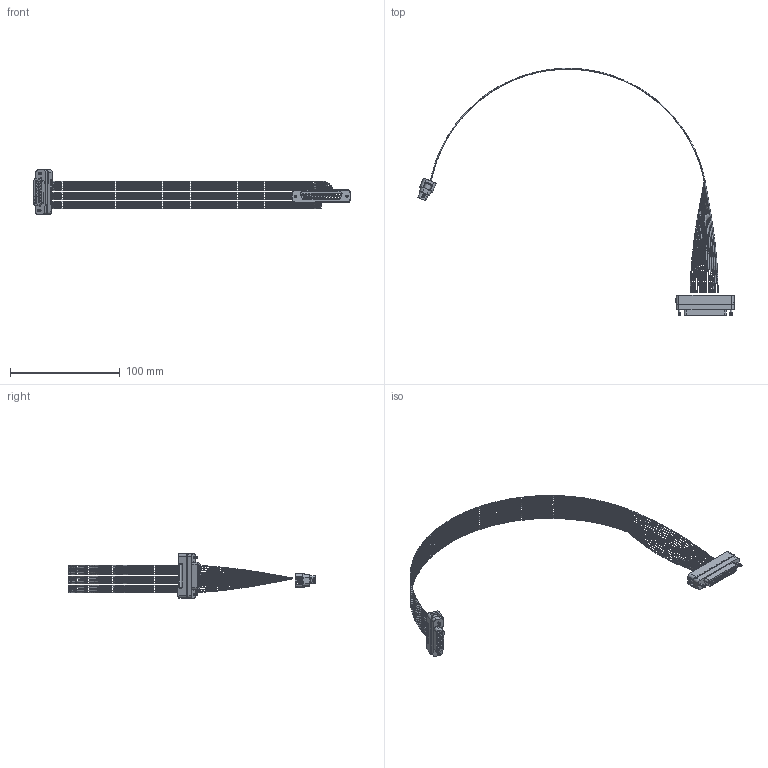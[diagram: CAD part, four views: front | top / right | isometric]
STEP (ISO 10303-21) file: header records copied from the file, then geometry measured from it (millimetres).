
FILE_DESCRIPTION (( 'STEP AP203' ), '1' );
FILE_NAME ('A2371-1-CN.STEP', '2013-11-19T12:15:57', ( '' ), ( '' ), 'SwSTEP 2.0', 'SolidWorks 2012', '' );
FILE_SCHEMA (( 'CONFIG_CONTROL_DESIGN' ));
Length unit declared in the file: inch
Products named in the file (1): A2371-1-CN
Bounding box: 288.05 x 224.92 x 40.66 mm (x, y, z)
Surface area: 28141.4 mm2 (no closed solid volume)
Topology: 0 solids, 30 shells, 402 faces, 1427 edges, 1032 vertices
Faces by surface type: cylinder 165, plane 105, cone 74, bspline 52, torus 6
Entity records: 19330 total; most frequent: CARTESIAN_POINT 6684, DIRECTION 2790, ORIENTED_EDGE 2360, EDGE_CURVE 1427, AXIS2_PLACEMENT_3D 1038, VERTEX_POINT 1032, LINE 714, VECTOR 714
